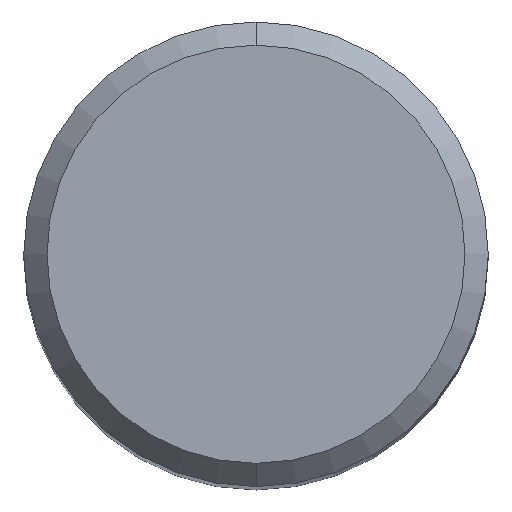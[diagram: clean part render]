
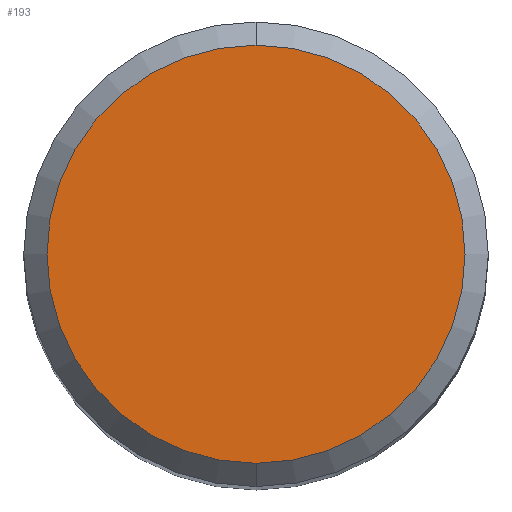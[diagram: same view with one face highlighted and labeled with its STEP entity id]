
A CAD part, top view. The second image highlights one B-rep face of the part: STEP entity #193.
In plain terms, the highlighted planar face has unit normal (0, 0, 1).
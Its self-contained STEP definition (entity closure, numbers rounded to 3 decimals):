
#193=ADVANCED_FACE('',(#504),#505,.T.);
#253=VERTEX_POINT('',#570);
#285=VERTEX_POINT('',#605);
#303=EDGE_CURVE('',#253,#285,#623,.T.);
#457=EDGE_CURVE('',#285,#253,#794,.T.);
#504=FACE_OUTER_BOUND('',#847,.T.);
#505=PLANE('',#848);
#570=CARTESIAN_POINT('',(0.0,5.4,0.0));
#605=CARTESIAN_POINT('',(0.,-5.4,0.0));
#623=CIRCLE('',#1114,5.4);
#794=CIRCLE('',#1473,5.4);
#847=EDGE_LOOP('',(#1542,#1543));
#848=AXIS2_PLACEMENT_3D('',#1544,#1545,#1546);
#1114=AXIS2_PLACEMENT_3D('',#1657,#1658,#1659);
#1473=AXIS2_PLACEMENT_3D('',#1863,#1864,#1865);
#1542=ORIENTED_EDGE('',*,*,#303,.F.);
#1543=ORIENTED_EDGE('',*,*,#457,.F.);
#1544=CARTESIAN_POINT('',(0.0,2.7,0.0));
#1545=DIRECTION('',(-0.0,0.0,1.0));
#1546=DIRECTION('',(0.0,-1.0,0.0));
#1657=CARTESIAN_POINT('',(0.0,0.0,0.0));
#1658=DIRECTION('',(0.0,0.0,-1.0));
#1659=DIRECTION('',(0.0,1.0,0.0));
#1863=CARTESIAN_POINT('',(0.0,0.0,0.0));
#1864=DIRECTION('',(0.0,0.0,-1.0));
#1865=DIRECTION('',(0.0,1.0,0.0));
